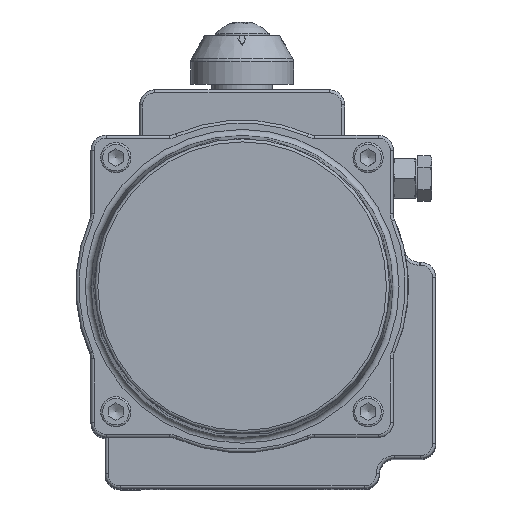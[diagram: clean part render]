
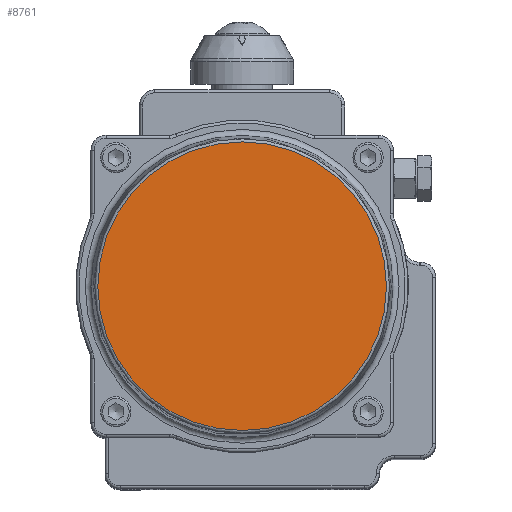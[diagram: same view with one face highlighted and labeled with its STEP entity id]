
A CAD part, top view. The second image highlights one B-rep face of the part: STEP entity #8761.
In plain terms, the highlighted planar face has unit normal (0, 0, 1).
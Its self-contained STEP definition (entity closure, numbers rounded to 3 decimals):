
#479=PLANE('',#9739);
#997=FACE_OUTER_BOUND('',#1536,.T.);
#1536=EDGE_LOOP('',(#6990));
#3306=CIRCLE('',#9740,47.746);
#3928=VERTEX_POINT('',#14387);
#5010=EDGE_CURVE('',#3928,#3928,#3306,.T.);
#6990=ORIENTED_EDGE('',*,*,#5010,.F.);
#8761=ADVANCED_FACE('',(#997),#479,.T.);
#9739=AXIS2_PLACEMENT_3D('',#14386,#11793,#11794);
#9740=AXIS2_PLACEMENT_3D('',#14388,#11795,#11796);
#11793=DIRECTION('center_axis',(0.,0.,1.));
#11794=DIRECTION('ref_axis',(1.,0.,0.));
#11795=DIRECTION('center_axis',(0.,0.,-1.));
#11796=DIRECTION('ref_axis',(-1.,0.,0.));
#14386=CARTESIAN_POINT('Origin',(0.,0.,139.5));
#14387=CARTESIAN_POINT('',(47.746,0.,139.5));
#14388=CARTESIAN_POINT('Origin',(0.,0.,139.5));
